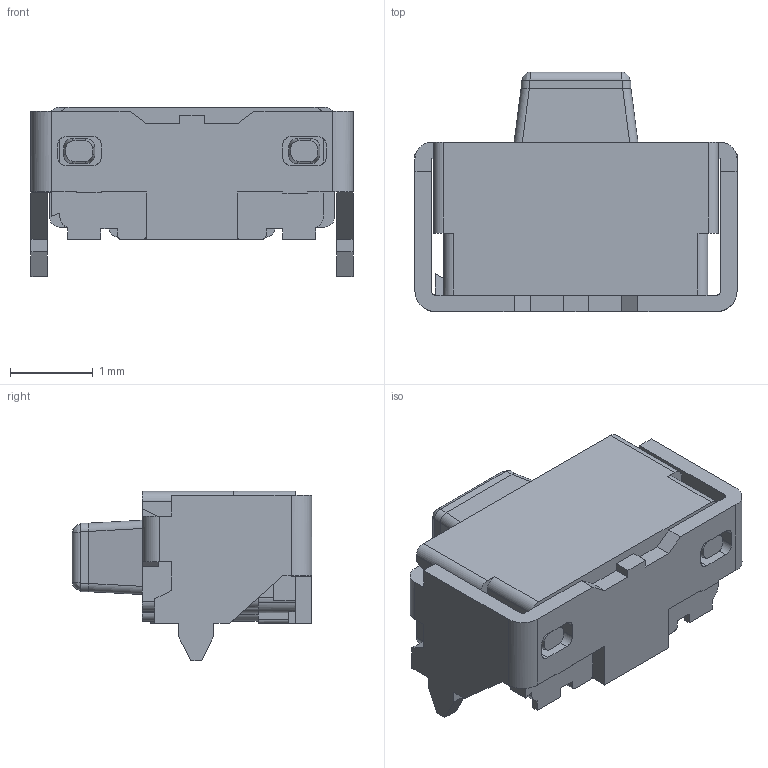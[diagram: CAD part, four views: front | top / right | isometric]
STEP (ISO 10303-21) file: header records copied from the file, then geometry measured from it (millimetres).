
FILE_DESCRIPTION (( 'STEP AP203' ), '1' );
FILE_NAME ('EVPAKBC1A.STEP', '2014-05-21T13:34:41', ( '全社標準ＰＣ' ), ( 'パナソニック株式会社' ), 'SwSTEP 2.0', 'SolidWorks 2012', '' );
FILE_SCHEMA (( 'CONFIG_CONTROL_DESIGN' ));
Length unit declared in the file: millimetre
Products named in the file (1): EVPAKBC1A
Bounding box: 3.9 x 2.9 x 2.05 mm (x, y, z)
Volume: 12.1 mm3; surface area: 51.1 mm2
Topology: 1 solids, 1 shells, 234 faces, 689 edges, 447 vertices
Faces by surface type: plane 166, cylinder 62, bspline 6
Entity records: 7945 total; most frequent: CARTESIAN_POINT 1826, ORIENTED_EDGE 1370, DIRECTION 1096, EDGE_CURVE 685, LINE 534, VECTOR 534, VERTEX_POINT 447, AXIS2_PLACEMENT_3D 281
